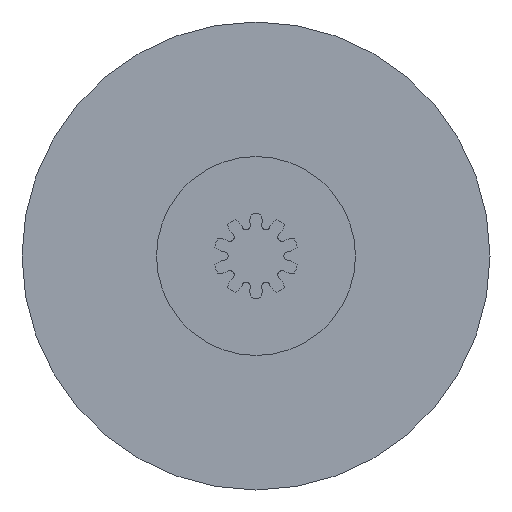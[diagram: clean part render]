
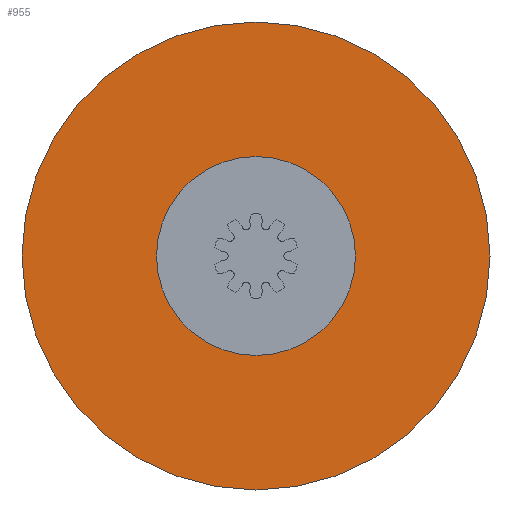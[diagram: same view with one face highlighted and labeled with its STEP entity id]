
A CAD part, front view. The second image highlights one B-rep face of the part: STEP entity #955.
In plain terms, the highlighted planar face has unit normal (0, -1, 0).
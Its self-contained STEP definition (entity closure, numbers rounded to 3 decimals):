
#20=FACE_BOUND('',#147,.T.);
#31=PLANE('',#1129);
#86=FACE_OUTER_BOUND('',#146,.T.);
#146=EDGE_LOOP('',(#811));
#147=EDGE_LOOP('',(#812));
#335=CIRCLE('',#1128,20.);
#336=CIRCLE('',#1130,8.5);
#429=VERTEX_POINT('',#1769);
#430=VERTEX_POINT('',#1773);
#569=EDGE_CURVE('',#429,#429,#335,.T.);
#571=EDGE_CURVE('',#430,#430,#336,.T.);
#811=ORIENTED_EDGE('',*,*,#569,.T.);
#812=ORIENTED_EDGE('',*,*,#571,.F.);
#955=ADVANCED_FACE('',(#86,#20),#31,.T.);
#1128=AXIS2_PLACEMENT_3D('',#1770,#1473,#1474);
#1129=AXIS2_PLACEMENT_3D('',#1772,#1476,#1477);
#1130=AXIS2_PLACEMENT_3D('',#1774,#1478,#1479);
#1473=DIRECTION('center_axis',(0.,-1.,0.));
#1474=DIRECTION('ref_axis',(1.,0.,0.));
#1476=DIRECTION('center_axis',(0.,-1.,0.));
#1477=DIRECTION('ref_axis',(0.,0.,-1.));
#1478=DIRECTION('center_axis',(0.,-1.,0.));
#1479=DIRECTION('ref_axis',(1.,0.,0.));
#1769=CARTESIAN_POINT('',(-20.,17.,0.));
#1770=CARTESIAN_POINT('Origin',(0.,17.,0.));
#1772=CARTESIAN_POINT('Origin',(8.5,17.,0.));
#1773=CARTESIAN_POINT('',(-8.5,17.,0.));
#1774=CARTESIAN_POINT('Origin',(0.,17.,0.));
